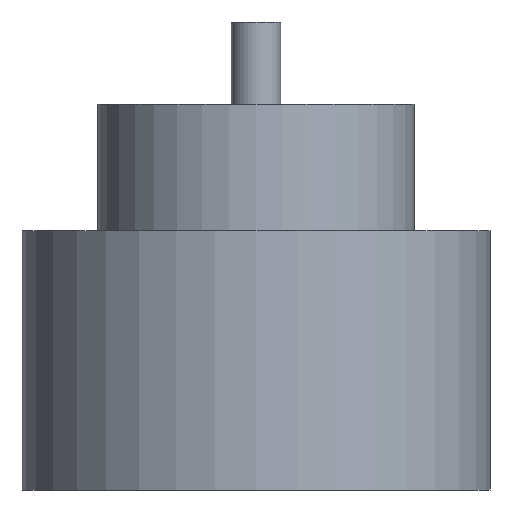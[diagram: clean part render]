
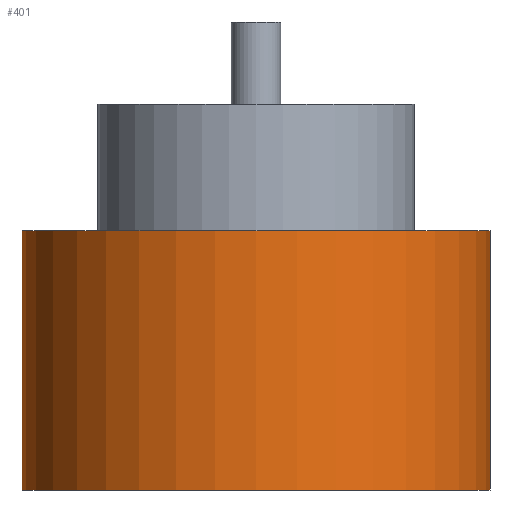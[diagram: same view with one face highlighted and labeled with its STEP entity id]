
A CAD part, front view. The second image highlights one B-rep face of the part: STEP entity #401.
In plain terms, the highlighted cylindrical face has radius 1.85 mm (diameter 3.7 mm), a partial arc.
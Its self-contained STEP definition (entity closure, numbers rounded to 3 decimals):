
#43 = ORIENTED_EDGE ( 'NONE', *, *, #59, .F. ) ;
#48 = EDGE_CURVE ( 'NONE', #431, #687, #580, .T. ) ;
#58 = VECTOR ( 'NONE', #195, 1000. ) ;
#59 = EDGE_CURVE ( 'NONE', #360, #172, #216, .T. ) ;
#64 = CYLINDRICAL_SURFACE ( 'NONE', #416, 1.85 ) ;
#77 = ORIENTED_EDGE ( 'NONE', *, *, #48, .T. ) ;
#126 = DIRECTION ( 'NONE',  ( 0., 0., -1. ) ) ;
#128 = CARTESIAN_POINT ( 'NONE',  ( 0., 0., 2.55 ) ) ;
#166 = CARTESIAN_POINT ( 'NONE',  ( 1.85, 0., -0.5 ) ) ;
#172 = VERTEX_POINT ( 'NONE', #166 ) ;
#184 = DIRECTION ( 'NONE',  ( 0., 0., -1. ) ) ;
#195 = DIRECTION ( 'NONE',  ( 0., 0., -1. ) ) ;
#203 = CARTESIAN_POINT ( 'NONE',  ( 0., 0., -0.5 ) ) ;
#206 = DIRECTION ( 'NONE',  ( 0., 0., 1. ) ) ;
#216 = LINE ( 'NONE', #429, #58 ) ;
#253 = CARTESIAN_POINT ( 'NONE',  ( -1.85, 0., 2.55 ) ) ;
#260 = FACE_OUTER_BOUND ( 'NONE', #318, .T. ) ;
#264 = ORIENTED_EDGE ( 'NONE', *, *, #452, .T. ) ;
#266 = EDGE_CURVE ( 'NONE', #431, #360, #463, .T. ) ;
#302 = CARTESIAN_POINT ( 'NONE',  ( -1.85, 0., 1.55 ) ) ;
#318 = EDGE_LOOP ( 'NONE', ( #43, #527, #77, #264 ) ) ;
#359 = DIRECTION ( 'NONE',  ( 1., 0., 0. ) ) ;
#360 = VERTEX_POINT ( 'NONE', #659 ) ;
#365 = AXIS2_PLACEMENT_3D ( 'NONE', #640, #541, #359 ) ;
#377 = AXIS2_PLACEMENT_3D ( 'NONE', #203, #206, #730 ) ;
#401 = ADVANCED_FACE ( 'NONE', ( #260 ), #64, .T. ) ;
#416 = AXIS2_PLACEMENT_3D ( 'NONE', #128, #184, #595 ) ;
#428 = VECTOR ( 'NONE', #126, 1000. ) ;
#429 = CARTESIAN_POINT ( 'NONE',  ( 1.85, 0., 2.55 ) ) ;
#431 = VERTEX_POINT ( 'NONE', #302 ) ;
#452 = EDGE_CURVE ( 'NONE', #687, #172, #706, .T. ) ;
#463 = CIRCLE ( 'NONE', #365, 1.85 ) ;
#527 = ORIENTED_EDGE ( 'NONE', *, *, #266, .F. ) ;
#541 = DIRECTION ( 'NONE',  ( 0., 0., 1. ) ) ;
#573 = CARTESIAN_POINT ( 'NONE',  ( -1.85, 0., -0.5 ) ) ;
#580 = LINE ( 'NONE', #253, #428 ) ;
#595 = DIRECTION ( 'NONE',  ( -1., 0., 0. ) ) ;
#640 = CARTESIAN_POINT ( 'NONE',  ( 0., 0., 1.55 ) ) ;
#659 = CARTESIAN_POINT ( 'NONE',  ( 1.85, 0., 1.55 ) ) ;
#687 = VERTEX_POINT ( 'NONE', #573 ) ;
#706 = CIRCLE ( 'NONE', #377, 1.85 ) ;
#730 = DIRECTION ( 'NONE',  ( 1., 0., 0. ) ) ;
